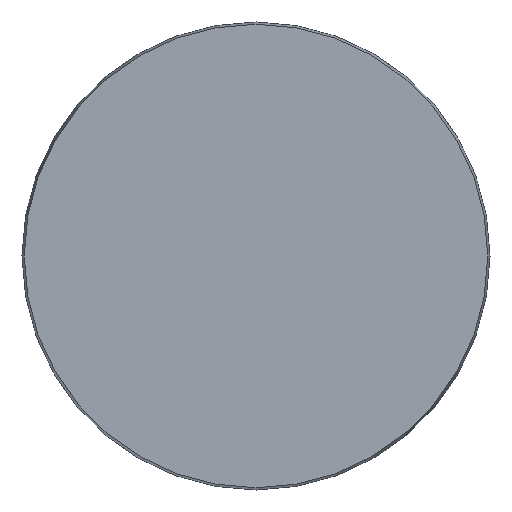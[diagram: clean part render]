
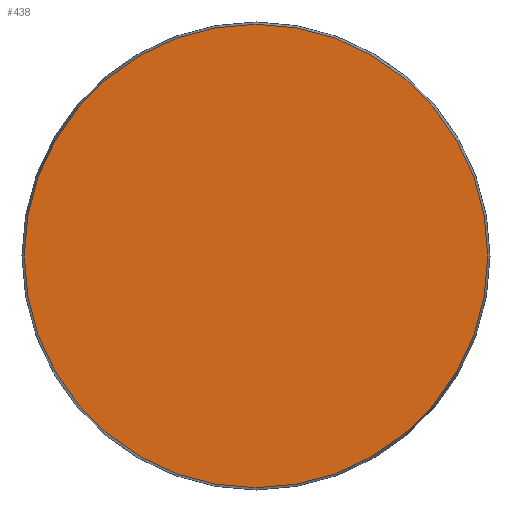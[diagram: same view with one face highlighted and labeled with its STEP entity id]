
A CAD part, front view. The second image highlights one B-rep face of the part: STEP entity #438.
In plain terms, the highlighted planar face has unit normal (0, -1, 0).
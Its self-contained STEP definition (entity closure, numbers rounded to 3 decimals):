
#43 = CARTESIAN_POINT ( 'NONE',  ( -58.425, 0., 0. ) ) ;
#44 = PLANE ( 'NONE',  #326 ) ;
#171 = DIRECTION ( 'NONE',  ( 0., 0., 1. ) ) ;
#247 = CIRCLE ( 'NONE', #487, 58.425 ) ;
#275 = EDGE_LOOP ( 'NONE', ( #475 ) ) ;
#326 = AXIS2_PLACEMENT_3D ( 'NONE', #43, #552, #171 ) ;
#348 = CARTESIAN_POINT ( 'NONE',  ( 0., 0., 0. ) ) ;
#356 = DIRECTION ( 'NONE',  ( 0., 0., -1. ) ) ;
#438 = ADVANCED_FACE ( 'NONE', ( #512 ), #44, .F. ) ;
#444 = EDGE_CURVE ( 'NONE', #462, #462, #247, .T. ) ;
#453 = CARTESIAN_POINT ( 'NONE',  ( 0., 0., -58.425 ) ) ;
#462 = VERTEX_POINT ( 'NONE', #453 ) ;
#473 = DIRECTION ( 'NONE',  ( 0., -1., 0. ) ) ;
#475 = ORIENTED_EDGE ( 'NONE', *, *, #444, .T. ) ;
#487 = AXIS2_PLACEMENT_3D ( 'NONE', #348, #473, #356 ) ;
#512 = FACE_OUTER_BOUND ( 'NONE', #275, .T. ) ;
#552 = DIRECTION ( 'NONE',  ( 0., 1., 0. ) ) ;
